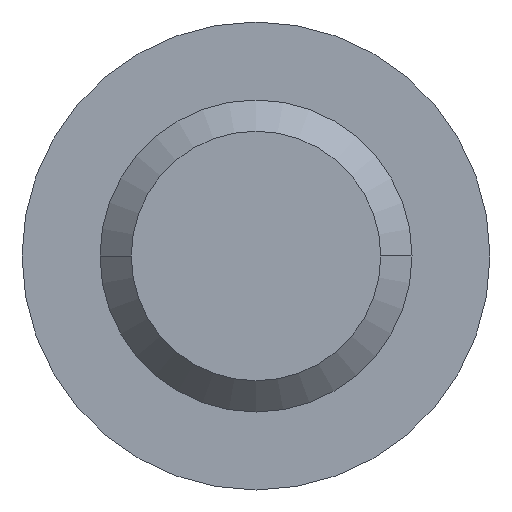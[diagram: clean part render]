
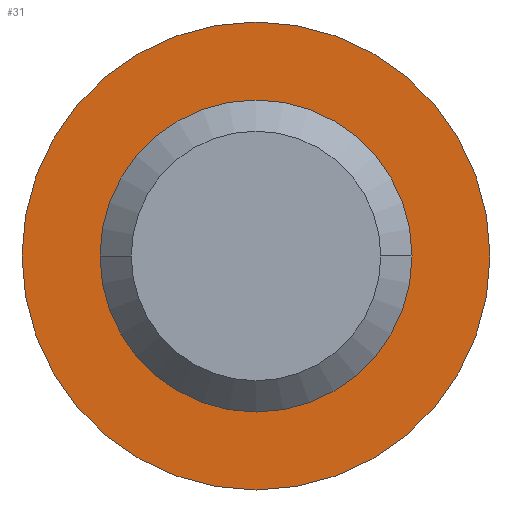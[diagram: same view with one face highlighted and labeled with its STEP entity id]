
A CAD part, front view. The second image highlights one B-rep face of the part: STEP entity #31.
In plain terms, the highlighted planar face has unit normal (0, -1, 0).
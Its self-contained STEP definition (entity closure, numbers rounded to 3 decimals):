
#6 = AXIS2_PLACEMENT_3D ( 'NONE', #556, #516, #431 ) ;
#14 = ORIENTED_EDGE ( 'NONE', *, *, #388, .T. ) ;
#31 = ADVANCED_FACE ( 'NONE', ( #177, #145 ), #220, .T. ) ;
#54 = CARTESIAN_POINT ( 'NONE',  ( 0., 0., 0. ) ) ;
#67 = CARTESIAN_POINT ( 'NONE',  ( 0., 0., 0. ) ) ;
#118 = DIRECTION ( 'NONE',  ( 0., 1., 0. ) ) ;
#139 = DIRECTION ( 'NONE',  ( 1., 0., 0. ) ) ;
#143 = DIRECTION ( 'NONE',  ( -1., 0., 0. ) ) ;
#145 = FACE_OUTER_BOUND ( 'NONE', #291, .T. ) ;
#151 = ORIENTED_EDGE ( 'NONE', *, *, #487, .F. ) ;
#177 = FACE_BOUND ( 'NONE', #280, .T. ) ;
#215 = EDGE_CURVE ( 'NONE', #335, #396, #283, .T. ) ;
#220 = PLANE ( 'NONE',  #309 ) ;
#224 = DIRECTION ( 'NONE',  ( 0., 1., 0. ) ) ;
#257 = CARTESIAN_POINT ( 'NONE',  ( -2.25, 0., 0. ) ) ;
#280 = EDGE_LOOP ( 'NONE', ( #14, #413 ) ) ;
#283 = CIRCLE ( 'NONE', #518, 1.5 ) ;
#291 = EDGE_LOOP ( 'NONE', ( #325, #151 ) ) ;
#294 = CARTESIAN_POINT ( 'NONE',  ( 1.5, 0., 0. ) ) ;
#309 = AXIS2_PLACEMENT_3D ( 'NONE', #356, #398, #139 ) ;
#325 = ORIENTED_EDGE ( 'NONE', *, *, #329, .F. ) ;
#329 = EDGE_CURVE ( 'NONE', #460, #375, #540, .T. ) ;
#335 = VERTEX_POINT ( 'NONE', #294 ) ;
#336 = CARTESIAN_POINT ( 'NONE',  ( 2.25, 0., 0. ) ) ;
#348 = DIRECTION ( 'NONE',  ( -1., 0., 0. ) ) ;
#356 = CARTESIAN_POINT ( 'NONE',  ( -2.25, 0., 0. ) ) ;
#365 = CIRCLE ( 'NONE', #6, 2.25 ) ;
#375 = VERTEX_POINT ( 'NONE', #336 ) ;
#387 = DIRECTION ( 'NONE',  ( -1., 0., 0. ) ) ;
#388 = EDGE_CURVE ( 'NONE', #396, #335, #391, .T. ) ;
#391 = CIRCLE ( 'NONE', #511, 1.5 ) ;
#396 = VERTEX_POINT ( 'NONE', #464 ) ;
#398 = DIRECTION ( 'NONE',  ( 0., -1., 0. ) ) ;
#413 = ORIENTED_EDGE ( 'NONE', *, *, #215, .T. ) ;
#431 = DIRECTION ( 'NONE',  ( -1., 0., 0. ) ) ;
#460 = VERTEX_POINT ( 'NONE', #257 ) ;
#464 = CARTESIAN_POINT ( 'NONE',  ( -1.5, 0., 0. ) ) ;
#480 = AXIS2_PLACEMENT_3D ( 'NONE', #67, #118, #387 ) ;
#487 = EDGE_CURVE ( 'NONE', #375, #460, #365, .T. ) ;
#501 = DIRECTION ( 'NONE',  ( 0., 1., 0. ) ) ;
#511 = AXIS2_PLACEMENT_3D ( 'NONE', #537, #501, #348 ) ;
#516 = DIRECTION ( 'NONE',  ( 0., 1., 0. ) ) ;
#518 = AXIS2_PLACEMENT_3D ( 'NONE', #54, #224, #143 ) ;
#537 = CARTESIAN_POINT ( 'NONE',  ( 0., 0., 0. ) ) ;
#540 = CIRCLE ( 'NONE', #480, 2.25 ) ;
#556 = CARTESIAN_POINT ( 'NONE',  ( 0., 0., 0. ) ) ;
